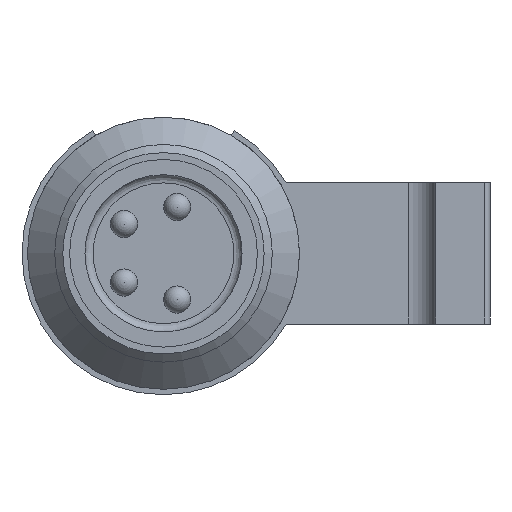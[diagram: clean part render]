
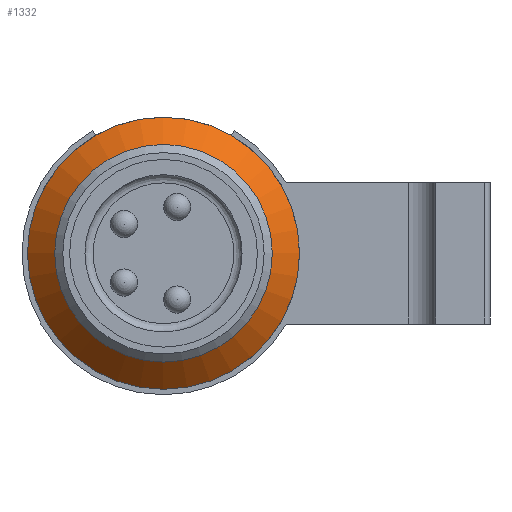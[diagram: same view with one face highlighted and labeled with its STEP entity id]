
A CAD part, left-side view. The second image highlights one B-rep face of the part: STEP entity #1332.
In plain terms, the highlighted conical face has half-angle 45 degrees and reference radius 4 mm.
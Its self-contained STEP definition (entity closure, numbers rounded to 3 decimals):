
#36=CONICAL_SURFACE('',#1947,4.,0.785);
#418=ORIENTED_EDGE('',*,*,#649,.F.);
#419=ORIENTED_EDGE('',*,*,#648,.T.);
#648=EDGE_CURVE('',#782,#782,#870,.T.);
#649=EDGE_CURVE('',#783,#783,#871,.T.);
#782=VERTEX_POINT('',#2757);
#783=VERTEX_POINT('',#2760);
#870=CIRCLE('',#1946,4.);
#871=CIRCLE('',#1948,5.);
#993=EDGE_LOOP('',(#418));
#994=EDGE_LOOP('',(#419));
#1160=FACE_BOUND('',#993,.T.);
#1161=FACE_BOUND('',#994,.T.);
#1332=ADVANCED_FACE('',(#1160,#1161),#36,.T.);
#1946=AXIS2_PLACEMENT_3D('',#2756,#2315,#2316);
#1947=AXIS2_PLACEMENT_3D('',#2758,#2317,#2318);
#1948=AXIS2_PLACEMENT_3D('',#2759,#2319,#2320);
#2315=DIRECTION('',(0.,0.,-1.));
#2316=DIRECTION('',(-1.,0.,0.));
#2317=DIRECTION('',(0.,0.,-1.));
#2318=DIRECTION('',(-1.,0.,0.));
#2319=DIRECTION('',(0.,0.,-1.));
#2320=DIRECTION('',(-1.,0.,0.));
#2756=CARTESIAN_POINT('',(0.,0.,-6.75));
#2757=CARTESIAN_POINT('',(-4.,0.,-6.75));
#2758=CARTESIAN_POINT('',(0.,0.,-6.75));
#2759=CARTESIAN_POINT('',(0.,0.,-7.75));
#2760=CARTESIAN_POINT('',(-5.,0.,-7.75));
